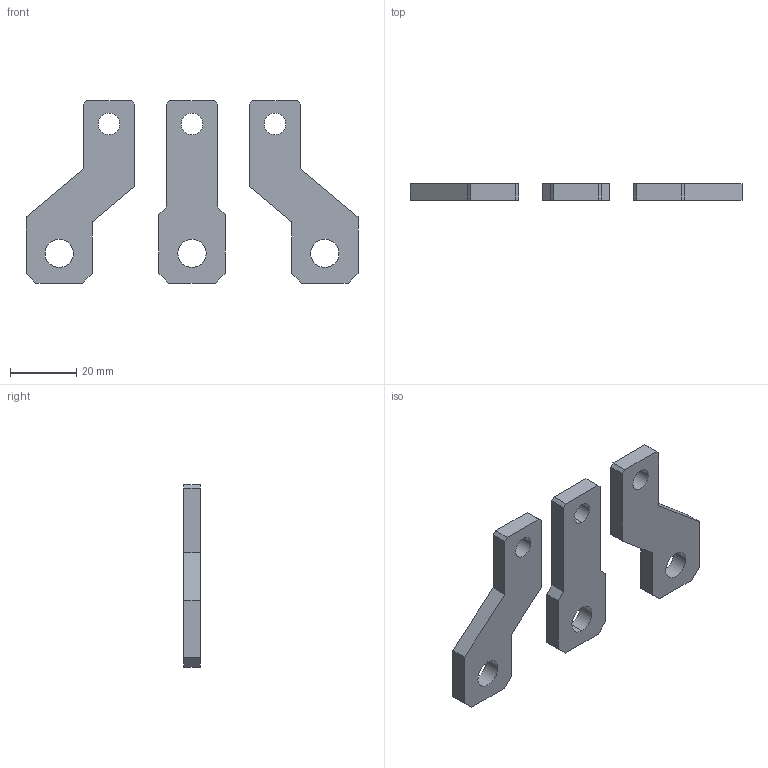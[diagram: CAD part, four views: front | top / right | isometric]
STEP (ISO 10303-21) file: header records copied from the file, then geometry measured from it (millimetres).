
FILE_DESCRIPTION(('CATIA V5 STEP Exchange'),'2;1');
FILE_NAME('1SDH001294R0028_1PA_001_00_A1_3p_ES_inf.stp','2014-12-04T15:40:58+00:00',('none'),('none'),'CATIA Version 5 Release 20 SP 1 (IN-10)','CATIA V5 STEP AP214','none');
FILE_SCHEMA(('AUTOMOTIVE_DESIGN { 1 0 10303 214 1 1 1 1 }'));
Length unit declared in the file: millimetre
Products named in the file (1): 1SDH001294R0028_1PA_001_00_A1_3p_ES_inf
Bounding box: 100 x 5 x 55 mm (x, y, z)
Volume: 13437.6 mm3; surface area: 8343.3 mm2
Topology: 3 solids, 3 shells, 54 faces, 144 edges, 96 vertices
Faces by surface type: plane 42, cylinder 12
Entity records: 1650 total; most frequent: ORIENTED_EDGE 288, CARTESIAN_POINT 284, DIRECTION 230, EDGE_CURVE 144, VECTOR 120, LINE 120, VERTEX_POINT 96, AXIS2_PLACEMENT_3D 68
